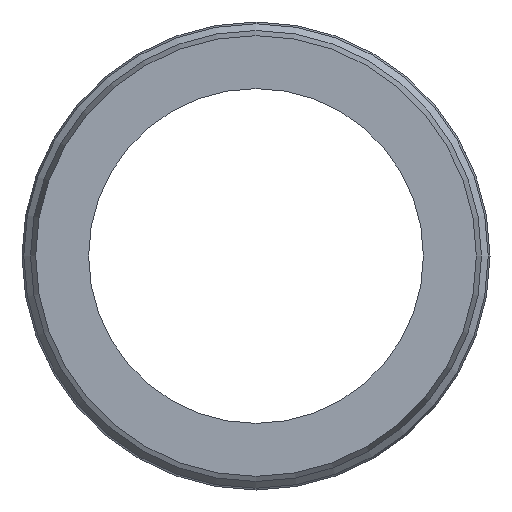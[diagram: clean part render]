
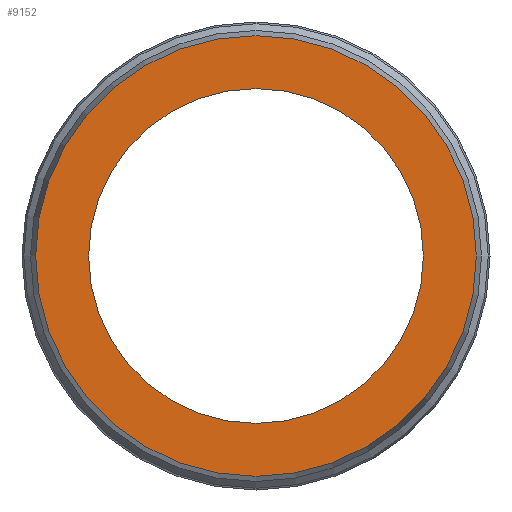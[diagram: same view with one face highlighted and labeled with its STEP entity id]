
A CAD part, front view. The second image highlights one B-rep face of the part: STEP entity #9152.
In plain terms, the highlighted planar face has unit normal (0, -1, 0).
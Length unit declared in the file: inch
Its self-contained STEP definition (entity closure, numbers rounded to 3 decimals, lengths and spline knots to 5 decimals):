
#166=CIRCLE('',#9664,0.49);
#167=CIRCLE('',#9665,0.49);
#168=CIRCLE('',#9667,0.645);
#169=CIRCLE('',#9668,0.645);
#219=FACE_BOUND('',#1553,.T.);
#1025=FACE_OUTER_BOUND('',#1552,.T.);
#1552=EDGE_LOOP('',(#8289,#8290));
#1553=EDGE_LOOP('',(#8291,#8292));
#4362=VERTEX_POINT('',#15822);
#4363=VERTEX_POINT('',#15824);
#4364=VERTEX_POINT('',#15828);
#4365=VERTEX_POINT('',#15829);
#5672=EDGE_CURVE('',#4363,#4362,#166,.T.);
#5673=EDGE_CURVE('',#4362,#4363,#167,.T.);
#5674=EDGE_CURVE('',#4364,#4365,#168,.T.);
#5675=EDGE_CURVE('',#4365,#4364,#169,.T.);
#8289=ORIENTED_EDGE('',*,*,#5674,.F.);
#8290=ORIENTED_EDGE('',*,*,#5675,.F.);
#8291=ORIENTED_EDGE('',*,*,#5672,.T.);
#8292=ORIENTED_EDGE('',*,*,#5673,.T.);
#8638=PLANE('',#9666);
#9152=ADVANCED_FACE('',(#1025,#219),#8638,.T.);
#9664=AXIS2_PLACEMENT_3D('',#15825,#11619,#11620);
#9665=AXIS2_PLACEMENT_3D('',#15826,#11621,#11622);
#9666=AXIS2_PLACEMENT_3D('',#15827,#11623,#11624);
#9667=AXIS2_PLACEMENT_3D('',#15830,#11625,#11626);
#9668=AXIS2_PLACEMENT_3D('',#15831,#11627,#11628);
#11619=DIRECTION('center_axis',(0.,1.,0.));
#11620=DIRECTION('ref_axis',(-1.,0.,0.));
#11621=DIRECTION('center_axis',(0.,1.,0.));
#11622=DIRECTION('ref_axis',(-1.,0.,0.));
#11623=DIRECTION('center_axis',(0.,-1.,0.));
#11624=DIRECTION('ref_axis',(0.,0.,-1.));
#11625=DIRECTION('center_axis',(0.,1.,0.));
#11626=DIRECTION('ref_axis',(-1.,0.,0.));
#11627=DIRECTION('center_axis',(0.,1.,0.));
#11628=DIRECTION('ref_axis',(-1.,0.,0.));
#15822=CARTESIAN_POINT('',(0.49,-5.75,0.));
#15824=CARTESIAN_POINT('',(-0.49,-5.75,0.));
#15825=CARTESIAN_POINT('Origin',(0.,-5.75,0.));
#15826=CARTESIAN_POINT('Origin',(0.,-5.75,0.));
#15827=CARTESIAN_POINT('Origin',(-0.5675,-5.75,0.));
#15828=CARTESIAN_POINT('',(-0.645,-5.75,0.));
#15829=CARTESIAN_POINT('',(0.645,-5.75,0.));
#15830=CARTESIAN_POINT('Origin',(0.,-5.75,0.));
#15831=CARTESIAN_POINT('Origin',(0.,-5.75,0.));
